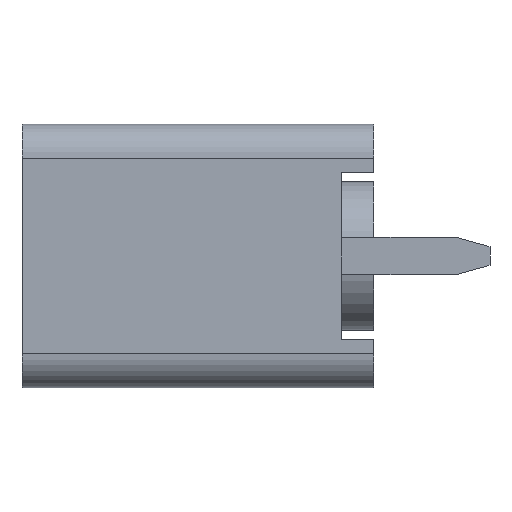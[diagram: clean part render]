
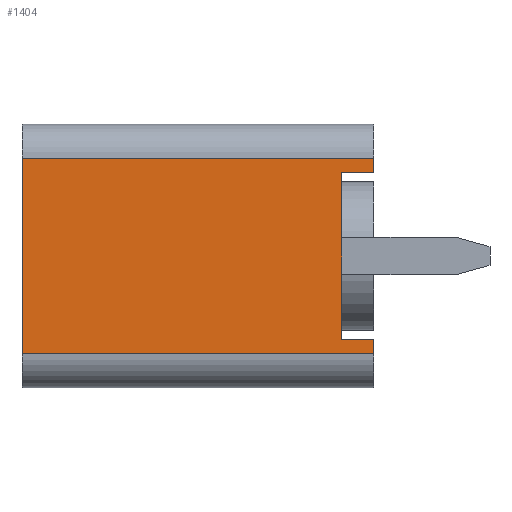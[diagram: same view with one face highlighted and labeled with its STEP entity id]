
A CAD part, left-side view. The second image highlights one B-rep face of the part: STEP entity #1404.
In plain terms, the highlighted planar face has unit normal (-1, 0, 0).
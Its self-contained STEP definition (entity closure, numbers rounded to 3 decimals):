
#12 = VECTOR ( 'NONE', #3009, 1000. ) ;
#51 = DIRECTION ( 'NONE',  ( 0., 0., -1. ) ) ;
#196 = CARTESIAN_POINT ( 'NONE',  ( -9.327, 5.201, -4.253 ) ) ;
#354 = LINE ( 'NONE', #3984, #4920 ) ;
#464 = EDGE_CURVE ( 'NONE', #1698, #2566, #1484, .T. ) ;
#605 = LINE ( 'NONE', #5212, #4627 ) ;
#626 = EDGE_CURVE ( 'NONE', #1981, #1432, #605, .T. ) ;
#712 = CARTESIAN_POINT ( 'NONE',  ( -9.327, 5.201, 1.906 ) ) ;
#748 = CARTESIAN_POINT ( 'NONE',  ( -9.327, 5.201, -4.253 ) ) ;
#873 = ORIENTED_EDGE ( 'NONE', *, *, #3088, .F. ) ;
#884 = CARTESIAN_POINT ( 'NONE',  ( -9.327, -5.696, -3.758 ) ) ;
#1358 = ORIENTED_EDGE ( 'NONE', *, *, #3283, .F. ) ;
#1404 = ADVANCED_FACE ( 'NONE', ( #3370 ), #5584, .F. ) ;
#1432 = VERTEX_POINT ( 'NONE', #4234 ) ;
#1484 = LINE ( 'NONE', #5531, #4957 ) ;
#1698 = VERTEX_POINT ( 'NONE', #1797 ) ;
#1795 = VECTOR ( 'NONE', #3246, 1000. ) ;
#1797 = CARTESIAN_POINT ( 'NONE',  ( -9.327, -5.696, 1.906 ) ) ;
#1981 = VERTEX_POINT ( 'NONE', #5040 ) ;
#2166 = VECTOR ( 'NONE', #4304, 1000. ) ;
#2233 = DIRECTION ( 'NONE',  ( 0., 0., 1. ) ) ;
#2386 = DIRECTION ( 'NONE',  ( 0., 0., -1. ) ) ;
#2427 = EDGE_CURVE ( 'NONE', #4172, #2626, #5480, .T. ) ;
#2566 = VERTEX_POINT ( 'NONE', #884 ) ;
#2626 = VERTEX_POINT ( 'NONE', #5224 ) ;
#2716 = DIRECTION ( 'NONE',  ( 0., 0., -1. ) ) ;
#2765 = CARTESIAN_POINT ( 'NONE',  ( -9.327, 5.201, -3.758 ) ) ;
#2780 = VERTEX_POINT ( 'NONE', #3874 ) ;
#2783 = LINE ( 'NONE', #5281, #12 ) ;
#2915 = CARTESIAN_POINT ( 'NONE',  ( -9.327, 5.201, -4.253 ) ) ;
#3009 = DIRECTION ( 'NONE',  ( 0., -1., 0. ) ) ;
#3072 = VECTOR ( 'NONE', #5611, 1000. ) ;
#3088 = EDGE_CURVE ( 'NONE', #1432, #4172, #3638, .T. ) ;
#3196 = ORIENTED_EDGE ( 'NONE', *, *, #4400, .F. ) ;
#3246 = DIRECTION ( 'NONE',  ( 0., -1., 0. ) ) ;
#3283 = EDGE_CURVE ( 'NONE', #5035, #1698, #5131, .T. ) ;
#3370 = FACE_OUTER_BOUND ( 'NONE', #4874, .T. ) ;
#3638 = LINE ( 'NONE', #196, #5683 ) ;
#3748 = LINE ( 'NONE', #2765, #1795 ) ;
#3874 = CARTESIAN_POINT ( 'NONE',  ( -9.327, -6.788, 2.401 ) ) ;
#3956 = ORIENTED_EDGE ( 'NONE', *, *, #5677, .T. ) ;
#3984 = CARTESIAN_POINT ( 'NONE',  ( -9.327, -6.788, 2.401 ) ) ;
#4172 = VERTEX_POINT ( 'NONE', #2915 ) ;
#4200 = DIRECTION ( 'NONE',  ( 1., 0., 0. ) ) ;
#4234 = CARTESIAN_POINT ( 'NONE',  ( -9.327, -6.788, -4.253 ) ) ;
#4304 = DIRECTION ( 'NONE',  ( 0., 1., 0. ) ) ;
#4340 = ORIENTED_EDGE ( 'NONE', *, *, #4692, .F. ) ;
#4400 = EDGE_CURVE ( 'NONE', #2626, #2780, #2783, .T. ) ;
#4431 = ORIENTED_EDGE ( 'NONE', *, *, #626, .F. ) ;
#4627 = VECTOR ( 'NONE', #51, 1000. ) ;
#4665 = DIRECTION ( 'NONE',  ( 0., 1., 0. ) ) ;
#4692 = EDGE_CURVE ( 'NONE', #2566, #1981, #3748, .T. ) ;
#4713 = ORIENTED_EDGE ( 'NONE', *, *, #464, .F. ) ;
#4874 = EDGE_LOOP ( 'NONE', ( #4431, #4340, #4713, #1358, #3956, #3196, #5374, #873 ) ) ;
#4920 = VECTOR ( 'NONE', #2233, 1000. ) ;
#4957 = VECTOR ( 'NONE', #2716, 1000. ) ;
#5035 = VERTEX_POINT ( 'NONE', #5314 ) ;
#5040 = CARTESIAN_POINT ( 'NONE',  ( -9.327, -6.788, -3.758 ) ) ;
#5131 = LINE ( 'NONE', #712, #2166 ) ;
#5201 = AXIS2_PLACEMENT_3D ( 'NONE', #748, #4200, #2386 ) ;
#5212 = CARTESIAN_POINT ( 'NONE',  ( -9.327, -6.788, -4.253 ) ) ;
#5224 = CARTESIAN_POINT ( 'NONE',  ( -9.327, 5.201, 2.401 ) ) ;
#5225 = CARTESIAN_POINT ( 'NONE',  ( -9.327, 5.201, -4.253 ) ) ;
#5281 = CARTESIAN_POINT ( 'NONE',  ( -9.327, 5.201, 2.401 ) ) ;
#5314 = CARTESIAN_POINT ( 'NONE',  ( -9.327, -6.788, 1.906 ) ) ;
#5374 = ORIENTED_EDGE ( 'NONE', *, *, #2427, .F. ) ;
#5480 = LINE ( 'NONE', #5225, #3072 ) ;
#5531 = CARTESIAN_POINT ( 'NONE',  ( -9.327, -5.696, -4.253 ) ) ;
#5584 = PLANE ( 'NONE',  #5201 ) ;
#5611 = DIRECTION ( 'NONE',  ( 0., 0., 1. ) ) ;
#5677 = EDGE_CURVE ( 'NONE', #5035, #2780, #354, .T. ) ;
#5683 = VECTOR ( 'NONE', #4665, 1000. ) ;
